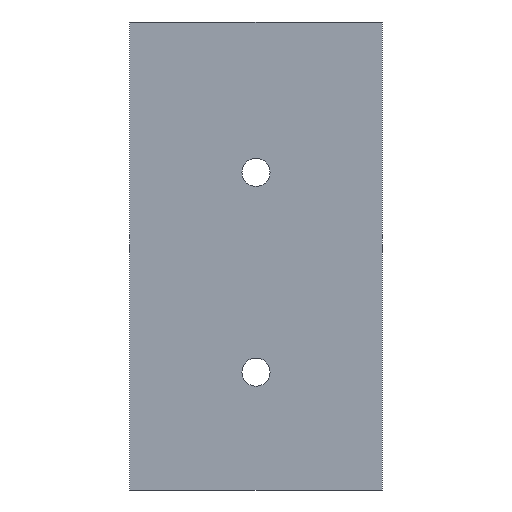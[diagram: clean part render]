
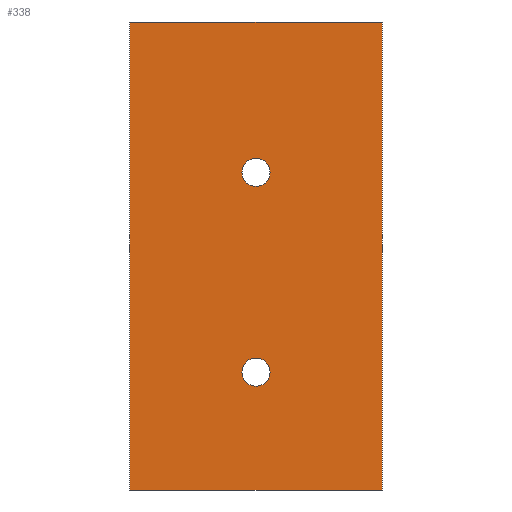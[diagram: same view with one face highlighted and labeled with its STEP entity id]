
A CAD part, front view. The second image highlights one B-rep face of the part: STEP entity #338.
In plain terms, the highlighted planar face has unit normal (0, -1, 0).
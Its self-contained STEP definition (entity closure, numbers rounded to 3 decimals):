
#23=FACE_BOUND('',#71,.T.);
#24=FACE_BOUND('',#72,.T.);
#32=PLANE('',#384);
#50=FACE_OUTER_BOUND('',#70,.T.);
#70=EDGE_LOOP('',(#291,#292,#293,#294));
#71=EDGE_LOOP('',(#295));
#72=EDGE_LOOP('',(#296));
#84=LINE('',#520,#116);
#104=LINE('',#574,#136);
#105=LINE('',#576,#137);
#106=LINE('',#577,#138);
#116=VECTOR('',#422,10.);
#136=VECTOR('',#476,10.);
#137=VECTOR('',#479,10.);
#138=VECTOR('',#480,10.);
#142=CIRCLE('',#361,1.5);
#144=CIRCLE('',#365,1.5);
#160=VERTEX_POINT('',#504);
#162=VERTEX_POINT('',#512);
#163=VERTEX_POINT('',#516);
#165=VERTEX_POINT('',#519);
#181=VERTEX_POINT('',#570);
#182=VERTEX_POINT('',#572);
#191=EDGE_CURVE('',#160,#160,#142,.T.);
#195=EDGE_CURVE('',#162,#162,#144,.T.);
#198=EDGE_CURVE('',#163,#165,#84,.T.);
#226=EDGE_CURVE('',#181,#182,#104,.T.);
#227=EDGE_CURVE('',#163,#181,#105,.T.);
#228=EDGE_CURVE('',#165,#182,#106,.T.);
#291=ORIENTED_EDGE('',*,*,#227,.T.);
#292=ORIENTED_EDGE('',*,*,#226,.T.);
#293=ORIENTED_EDGE('',*,*,#228,.F.);
#294=ORIENTED_EDGE('',*,*,#198,.F.);
#295=ORIENTED_EDGE('',*,*,#195,.T.);
#296=ORIENTED_EDGE('',*,*,#191,.T.);
#338=ADVANCED_FACE('',(#50,#23,#24),#32,.T.);
#361=AXIS2_PLACEMENT_3D('',#505,#406,#407);
#365=AXIS2_PLACEMENT_3D('',#513,#416,#417);
#384=AXIS2_PLACEMENT_3D('',#575,#477,#478);
#406=DIRECTION('center_axis',(0.,1.,0.));
#407=DIRECTION('ref_axis',(1.,0.,0.));
#416=DIRECTION('center_axis',(0.,1.,0.));
#417=DIRECTION('ref_axis',(1.,0.,0.));
#422=DIRECTION('',(0.,0.,1.));
#476=DIRECTION('',(0.,0.,1.));
#477=DIRECTION('center_axis',(0.,-1.,0.));
#478=DIRECTION('ref_axis',(1.,0.,0.));
#479=DIRECTION('',(1.,0.,0.));
#480=DIRECTION('',(1.,0.,0.));
#504=CARTESIAN_POINT('',(7.,-5.,12.595));
#505=CARTESIAN_POINT('Origin',(8.5,-5.,12.595));
#512=CARTESIAN_POINT('',(7.,-5.,33.932));
#513=CARTESIAN_POINT('Origin',(8.5,-5.,33.932));
#516=CARTESIAN_POINT('',(-5.,-5.,0.));
#519=CARTESIAN_POINT('',(-5.,-5.,50.));
#520=CARTESIAN_POINT('',(-5.,-5.,0.));
#570=CARTESIAN_POINT('',(22.,-5.,0.));
#572=CARTESIAN_POINT('',(22.,-5.,50.));
#574=CARTESIAN_POINT('',(22.,-5.,0.));
#575=CARTESIAN_POINT('Origin',(-5.,-5.,0.));
#576=CARTESIAN_POINT('',(-5.,-5.,0.));
#577=CARTESIAN_POINT('',(-5.,-5.,50.));
